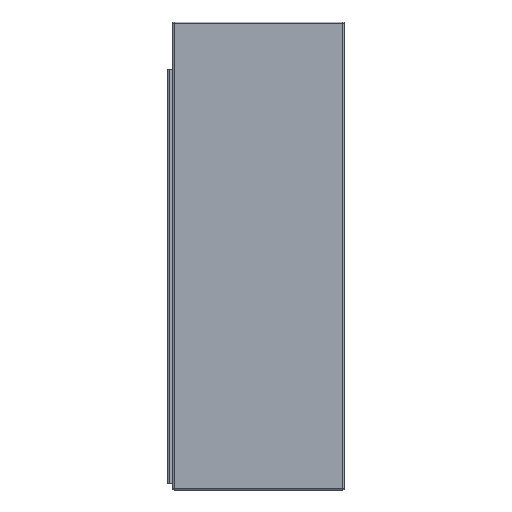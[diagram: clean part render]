
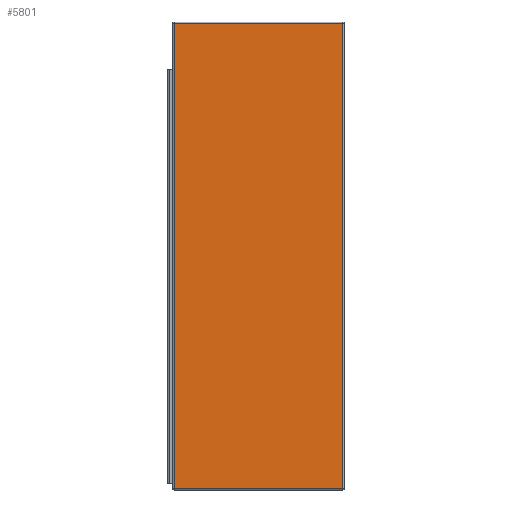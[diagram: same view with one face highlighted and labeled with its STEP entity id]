
A CAD part, front view. The second image highlights one B-rep face of the part: STEP entity #5801.
In plain terms, the highlighted planar face has unit normal (0, -1, 0).
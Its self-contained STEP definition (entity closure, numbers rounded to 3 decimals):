
#324 = EDGE_CURVE ( 'NONE', #5231, #5232, #2016, .T. ) ;
#325 = EDGE_CURVE ( 'NONE', #5232, #5233, #2018, .T. ) ;
#326 = EDGE_CURVE ( 'NONE', #5233, #5234, #2020, .T. ) ;
#327 = EDGE_CURVE ( 'NONE', #5234, #5231, #2022, .T. ) ;
#2016 = LINE ( 'NONE', #5091, #2017 ) ;
#2017 = VECTOR ( 'NONE', #5092, 1000. ) ;
#2018 = LINE ( 'NONE', #5093, #2019 ) ;
#2019 = VECTOR ( 'NONE', #5094, 1000. ) ;
#2020 = LINE ( 'NONE', #5095, #2021 ) ;
#2021 = VECTOR ( 'NONE', #5096, 1000. ) ;
#2022 = LINE ( 'NONE', #5097, #2023 ) ;
#2023 = VECTOR ( 'NONE', #5098, 1000. ) ;
#2138 = ORIENTED_EDGE ( 'NONE', *, *, #327, .T. ) ;
#2139 = ORIENTED_EDGE ( 'NONE', *, *, #326, .T. ) ;
#2140 = ORIENTED_EDGE ( 'NONE', *, *, #325, .T. ) ;
#2141 = ORIENTED_EDGE ( 'NONE', *, *, #324, .T. ) ;
#3229 = AXIS2_PLACEMENT_3D ( 'NONE', #6322, #6323, #6324 ) ;
#5091 = CARTESIAN_POINT ( 'NONE',  ( -34., -13., 94.25 ) ) ;
#5092 = DIRECTION ( 'NONE',  ( 0., 0., -1. ) ) ;
#5093 = CARTESIAN_POINT ( 'NONE',  ( 34.5, -13., -93.75 ) ) ;
#5094 = DIRECTION ( 'NONE',  ( 1., 0., 0. ) ) ;
#5095 = CARTESIAN_POINT ( 'NONE',  ( 34., -13., 94.25 ) ) ;
#5096 = DIRECTION ( 'NONE',  ( 0., 0., 1. ) ) ;
#5097 = CARTESIAN_POINT ( 'NONE',  ( -34.5, -13., 93.75 ) ) ;
#5098 = DIRECTION ( 'NONE',  ( -1., 0., 0. ) ) ;
#5231 = VERTEX_POINT ( 'NONE', #7828 ) ;
#5232 = VERTEX_POINT ( 'NONE', #7829 ) ;
#5233 = VERTEX_POINT ( 'NONE', #7830 ) ;
#5234 = VERTEX_POINT ( 'NONE', #7831 ) ;
#5533 = FACE_OUTER_BOUND ( 'NONE', #7592, .T. ) ;
#5801 = ADVANCED_FACE ( 'NONE', ( #5533 ), #6321, .F. ) ;
#6321 = PLANE ( 'NONE',  #3229 ) ;
#6322 = CARTESIAN_POINT ( 'NONE',  ( 34.5, -13., 94.25 ) ) ;
#6323 = DIRECTION ( 'NONE',  ( 0., 1., 0. ) ) ;
#6324 = DIRECTION ( 'NONE',  ( -1., 0., 0. ) ) ;
#7592 = EDGE_LOOP ( 'NONE', ( #2141, #2140, #2139, #2138 ) ) ;
#7828 = CARTESIAN_POINT ( 'NONE',  ( -34., -13., 93.75 ) ) ;
#7829 = CARTESIAN_POINT ( 'NONE',  ( -34., -13., -93.75 ) ) ;
#7830 = CARTESIAN_POINT ( 'NONE',  ( 34., -13., -93.75 ) ) ;
#7831 = CARTESIAN_POINT ( 'NONE',  ( 34., -13., 93.75 ) ) ;
